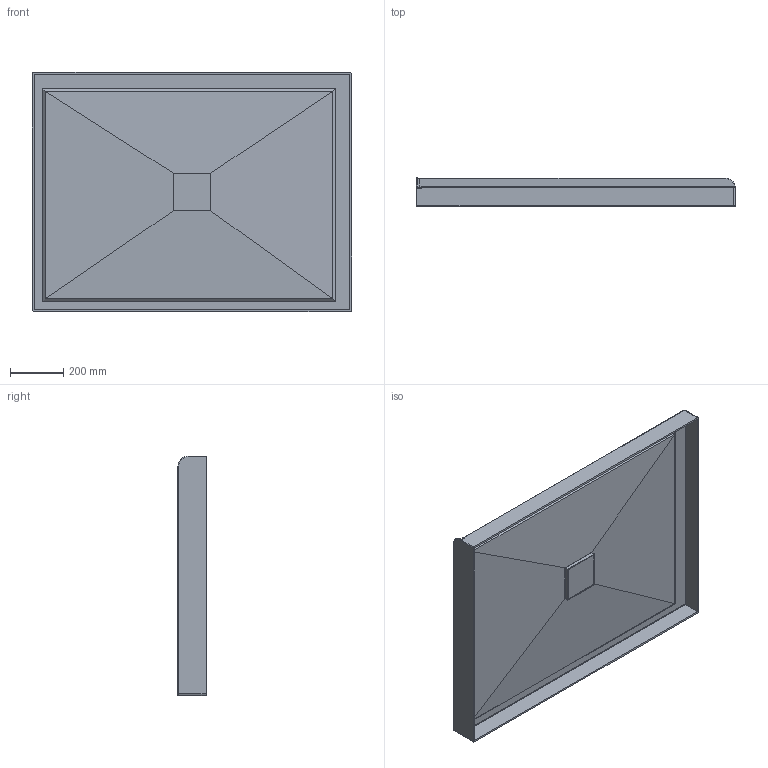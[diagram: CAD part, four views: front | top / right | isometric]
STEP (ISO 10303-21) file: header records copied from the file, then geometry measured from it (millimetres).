
FILE_DESCRIPTION (( 'STEP AP203' ), '1' );
FILE_NAME ('12090-L.STEP', '2025-05-19T05:47:49', ( '' ), ( '' ), 'SwSTEP 2.0', 'SolidWorks 2025', '' );
FILE_SCHEMA (( 'CONFIG_CONTROL_DESIGN' ));
Length unit declared in the file: millimetre
Products named in the file (1): 12090-L
Bounding box: 1200 x 106 x 900 mm (x, y, z)
Surface area: 2063468.7 mm2 (no closed solid volume)
Topology: 0 solids, 4 shells, 107 faces, 257 edges, 157 vertices
Faces by surface type: plane 68, cylinder 25, torus 10, sphere 4
Entity records: 3095 total; most frequent: CARTESIAN_POINT 548, DIRECTION 516, ORIENTED_EDGE 490, EDGE_CURVE 253, VECTOR 186, LINE 186, AXIS2_PLACEMENT_3D 165, VERTEX_POINT 157
